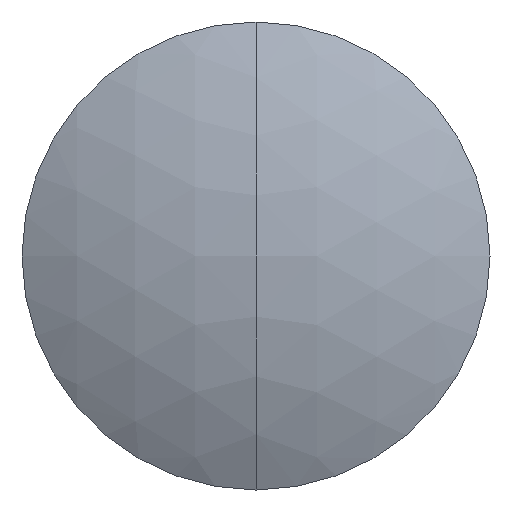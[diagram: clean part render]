
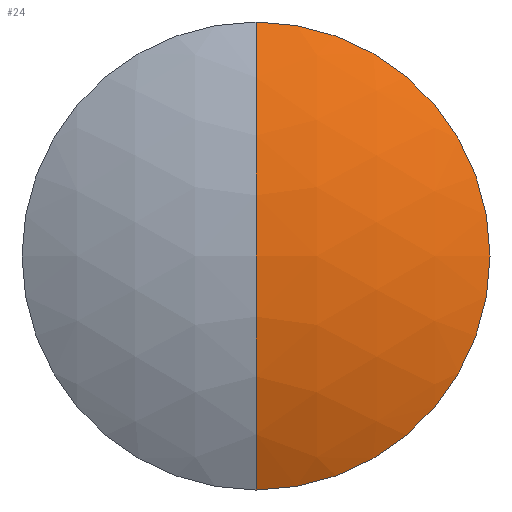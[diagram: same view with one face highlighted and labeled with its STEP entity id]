
A CAD part, left-side view. The second image highlights one B-rep face of the part: STEP entity #24.
In plain terms, the highlighted spherical face has radius 17.179 mm.
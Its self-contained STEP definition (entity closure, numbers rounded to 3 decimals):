
#3 = ORIENTED_EDGE ( 'NONE', *, *, #266, .T. ) ;
#10 = AXIS2_PLACEMENT_3D ( 'NONE', #198, #161, #295 ) ;
#16 = VERTEX_POINT ( 'NONE', #154 ) ;
#17 = DIRECTION ( 'NONE',  ( 0., 0., -1. ) ) ;
#24 = ADVANCED_FACE ( 'NONE', ( #134 ), #257, .T. ) ;
#36 = DIRECTION ( 'NONE',  ( 0., 0., -1. ) ) ;
#40 = ORIENTED_EDGE ( 'NONE', *, *, #302, .T. ) ;
#51 = DIRECTION ( 'NONE',  ( 0., 0., 1. ) ) ;
#53 = DIRECTION ( 'NONE',  ( -1., 0., 0. ) ) ;
#55 = EDGE_CURVE ( 'NONE', #16, #158, #330, .T. ) ;
#64 = CARTESIAN_POINT ( 'NONE',  ( 14.093, 0., 0. ) ) ;
#85 = AXIS2_PLACEMENT_3D ( 'NONE', #322, #293, #36 ) ;
#94 = CIRCLE ( 'NONE', #171, 8. ) ;
#105 = VERTEX_POINT ( 'NONE', #287 ) ;
#134 = FACE_OUTER_BOUND ( 'NONE', #326, .T. ) ;
#148 = CIRCLE ( 'NONE', #196, 17.179 ) ;
#154 = CARTESIAN_POINT ( 'NONE',  ( 14.093, 0., -8. ) ) ;
#158 = VERTEX_POINT ( 'NONE', #270 ) ;
#161 = DIRECTION ( 'NONE',  ( 0., 1., 0. ) ) ;
#171 = AXIS2_PLACEMENT_3D ( 'NONE', #64, #53, #51 ) ;
#192 = DIRECTION ( 'NONE',  ( 0., -1., 0. ) ) ;
#196 = AXIS2_PLACEMENT_3D ( 'NONE', #221, #192, #17 ) ;
#198 = CARTESIAN_POINT ( 'NONE',  ( 29.296, 0., 0. ) ) ;
#221 = CARTESIAN_POINT ( 'NONE',  ( 29.296, 0., 0. ) ) ;
#257 = SPHERICAL_SURFACE ( 'NONE', #85, 17.179 ) ;
#266 = EDGE_CURVE ( 'NONE', #16, #105, #94, .T. ) ;
#270 = CARTESIAN_POINT ( 'NONE',  ( 12.117, 0., 0. ) ) ;
#287 = CARTESIAN_POINT ( 'NONE',  ( 14.093, 0., 8. ) ) ;
#292 = ORIENTED_EDGE ( 'NONE', *, *, #55, .F. ) ;
#293 = DIRECTION ( 'NONE',  ( 0., -1., 0. ) ) ;
#295 = DIRECTION ( 'NONE',  ( 0., 0., 1. ) ) ;
#302 = EDGE_CURVE ( 'NONE', #105, #158, #148, .T. ) ;
#322 = CARTESIAN_POINT ( 'NONE',  ( 29.296, 0., 0. ) ) ;
#326 = EDGE_LOOP ( 'NONE', ( #3, #40, #292 ) ) ;
#330 = CIRCLE ( 'NONE', #10, 17.179 ) ;
